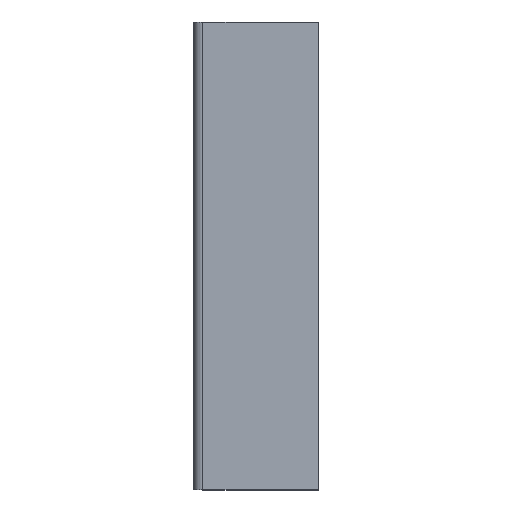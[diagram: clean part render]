
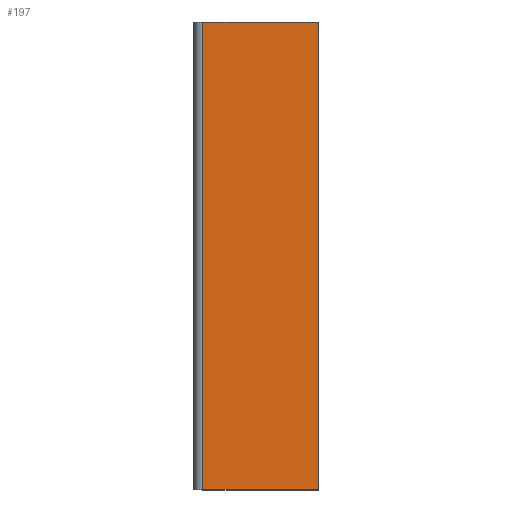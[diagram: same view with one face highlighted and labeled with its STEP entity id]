
A CAD part, top view. The second image highlights one B-rep face of the part: STEP entity #197.
In plain terms, the highlighted planar face has unit normal (0, 0, 1).
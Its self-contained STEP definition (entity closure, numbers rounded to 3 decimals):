
#90=ORIENTED_EDGE('',*,*,#125,.T.);
#91=ORIENTED_EDGE('',*,*,#126,.T.);
#92=ORIENTED_EDGE('',*,*,#127,.F.);
#93=ORIENTED_EDGE('',*,*,#123,.T.);
#123=EDGE_CURVE('',#141,#140,#153,.T.);
#125=EDGE_CURVE('',#140,#142,#155,.T.);
#126=EDGE_CURVE('',#142,#143,#156,.F.);
#127=EDGE_CURVE('',#141,#143,#157,.T.);
#140=VERTEX_POINT('',#336);
#141=VERTEX_POINT('',#338);
#142=VERTEX_POINT('',#342);
#143=VERTEX_POINT('',#344);
#153=LINE('',#337,#167);
#155=LINE('',#341,#169);
#156=LINE('',#343,#170);
#157=LINE('',#345,#171);
#167=VECTOR('',#260,1000.);
#169=VECTOR('',#264,1000.);
#170=VECTOR('',#265,1000.);
#171=VECTOR('',#266,1000.);
#175=EDGE_LOOP('',(#90,#91,#92,#93));
#183=FACE_BOUND('',#175,.T.);
#191=PLANE('',#218);
#197=ADVANCED_FACE('',(#183),#191,.F.);
#218=AXIS2_PLACEMENT_3D('',#340,#262,#263);
#260=DIRECTION('',(0.,1.,0.));
#262=DIRECTION('',(0.,0.,-1.));
#263=DIRECTION('',(-1.,0.,0.));
#264=DIRECTION('',(-1.,0.,0.));
#265=DIRECTION('',(0.,1.,0.));
#266=DIRECTION('',(-1.,0.,0.));
#336=CARTESIAN_POINT('',(13.35,0.,2.75));
#337=CARTESIAN_POINT('',(13.35,-50.,2.75));
#338=CARTESIAN_POINT('',(13.35,-50.,2.75));
#340=CARTESIAN_POINT('',(13.35,-50.,2.75));
#341=CARTESIAN_POINT('',(13.35,0.,2.75));
#342=CARTESIAN_POINT('',(1.,0.,2.75));
#343=CARTESIAN_POINT('',(1.,-50.,2.75));
#344=CARTESIAN_POINT('',(1.,-50.,2.75));
#345=CARTESIAN_POINT('',(13.35,-50.,2.75));
